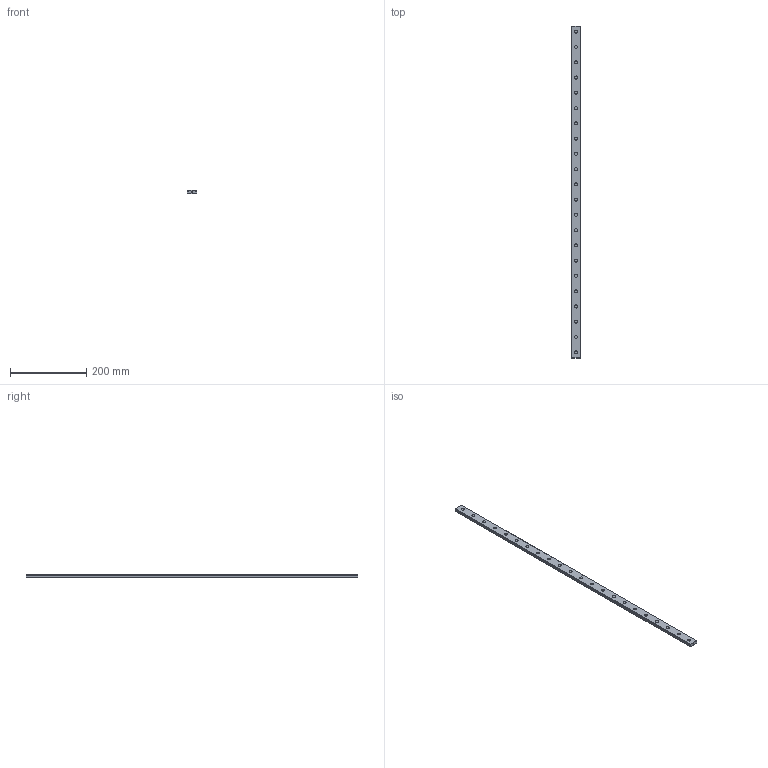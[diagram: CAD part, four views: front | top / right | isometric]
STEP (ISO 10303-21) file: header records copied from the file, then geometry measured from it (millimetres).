
FILE_DESCRIPTION(('STEP AP214'),'1');
FILE_NAME('cctmp_8D609CA3-358F-4AAA-A365-CE034B3334F4_2021_02_24_09_54_34_0945..stp','2021-02-24T08:54:35',('HIWIN GmbH'),('CADClick - www.CADClick.com'),'Spatial InterOp 3D',' ','unknown authorization');
FILE_SCHEMA(('AUTOMOTIVE_DESIGN'));
Length unit declared in the file: millimetre
Products named in the file (1): MGWR12R870CM_FILE
Bounding box: 24 x 870 x 8.5 mm (x, y, z)
Volume: 167747.7 mm3; surface area: 65021.8 mm2
Topology: 1 solids, 1 shells, 293 faces, 663 edges, 442 vertices
Faces by surface type: cylinder 148, plane 145
Entity records: 10681 total; most frequent: DIRECTION 1547, CARTESIAN_POINT 1399, ORIENTED_EDGE 1326, EDGE_CURVE 663, AXIS2_PLACEMENT_3D 590, VERTEX_POINT 442, LINE 367, VECTOR 367
